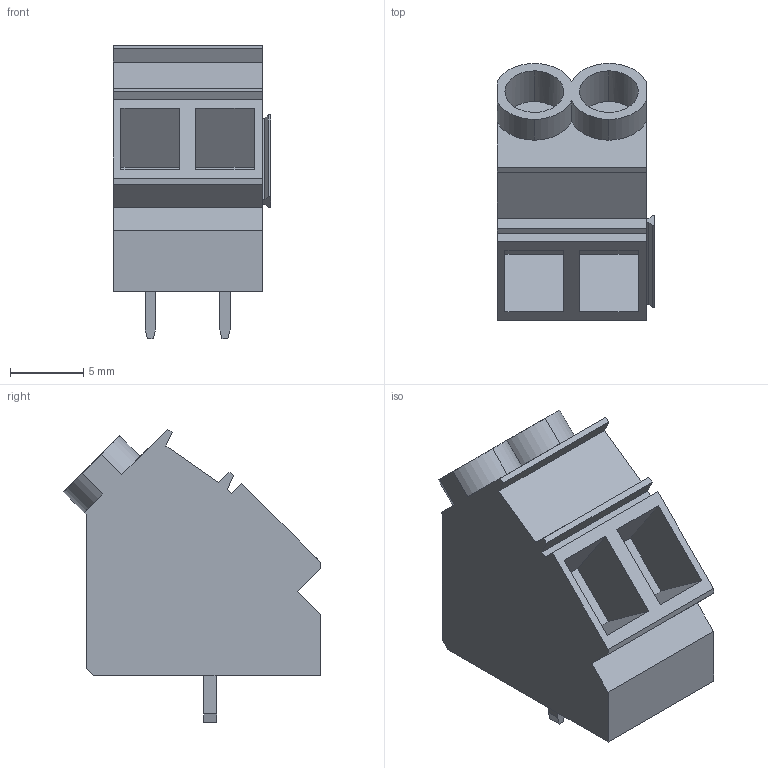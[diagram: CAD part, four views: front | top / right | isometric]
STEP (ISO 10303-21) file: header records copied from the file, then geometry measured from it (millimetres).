
FILE_DESCRIPTION(('CATIA V5R22 STEP214','CAx-IF Rec.Pracs.--- Model Styling and Organization---1.4--- 2014-01-23'),'2;1');
FILE_NAME ('016668-2_0_1595730000_1595730000.stp','2023-07-17T12:10:56+00:00',('none'),('Weidmueller'),'CATIA Version 5-6 Release 2016 SP3 HF44','CATIA V5 STEP AP214','none');
FILE_SCHEMA(('AUTOMOTIVE_DESIGN { 1 0 10303 214 1 1 1 1 }'));
Length unit declared in the file: millimetre
Products named in the file (1): 1595730000
Bounding box: 10.76 x 17.5 x 20 mm (x, y, z)
Volume: 1837.1 mm3; surface area: 1431.9 mm2
Topology: 3 solids, 3 shells, 79 faces, 194 edges, 128 vertices
Faces by surface type: plane 63, cylinder 16
Entity records: 2550 total; most frequent: CARTESIAN_POINT 625, ORIENTED_EDGE 388, DIRECTION 333, EDGE_CURVE 194, VECTOR 155, LINE 155, VERTEX_POINT 128, AXIS2_PLACEMENT_3D 100
